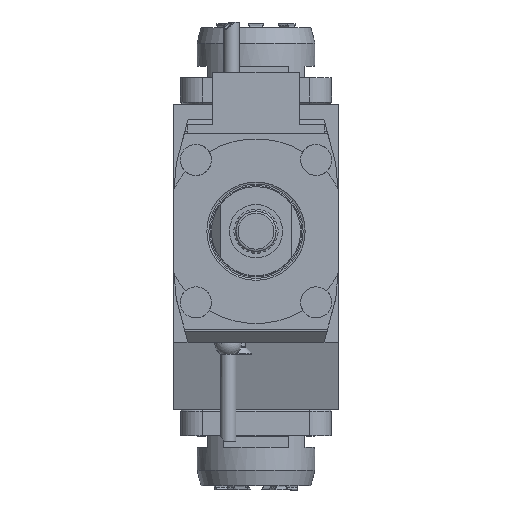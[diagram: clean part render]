
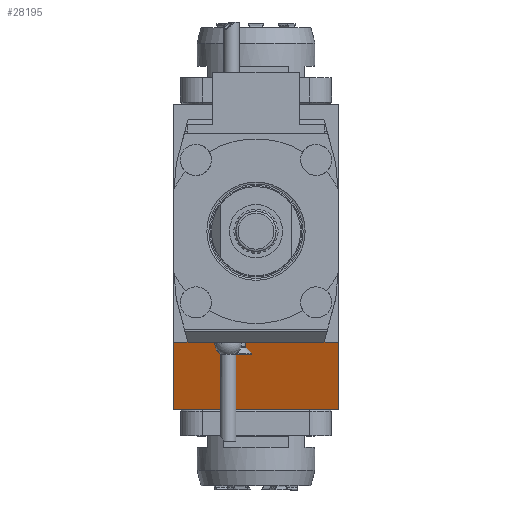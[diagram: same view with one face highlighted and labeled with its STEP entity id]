
A CAD part, front view. The second image highlights one B-rep face of the part: STEP entity #28195.
In plain terms, the highlighted planar face has unit normal (0, -0.94, -0.342).
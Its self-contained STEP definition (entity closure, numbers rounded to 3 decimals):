
#2684 = DIRECTION ( 'NONE',  ( 0., -0.342, 0.94 ) ) ;
#4354 = DIRECTION ( 'NONE',  ( 0., 0.94, 0.342 ) ) ;
#6176 = LINE ( 'NONE', #44295, #30999 ) ;
#7125 = LINE ( 'NONE', #11609, #31812 ) ;
#7831 = ORIENTED_EDGE ( 'NONE', *, *, #21611, .F. ) ;
#9480 = VERTEX_POINT ( 'NONE', #20915 ) ;
#10178 = DIRECTION ( 'NONE',  ( -1., 0., 0. ) ) ;
#10418 = VERTEX_POINT ( 'NONE', #30014 ) ;
#11093 = PLANE ( 'NONE',  #32064 ) ;
#11114 = LINE ( 'NONE', #40998, #27936 ) ;
#11362 = DIRECTION ( 'NONE',  ( 0., 0.342, -0.94 ) ) ;
#11609 = CARTESIAN_POINT ( 'NONE',  ( -37., -43.081, -80. ) ) ;
#12065 = CARTESIAN_POINT ( 'NONE',  ( 0., -54., -50. ) ) ;
#12426 = EDGE_CURVE ( 'NONE', #46526, #23010, #7125, .T. ) ;
#14376 = DIRECTION ( 'NONE',  ( 1., 0., 0. ) ) ;
#15090 = DIRECTION ( 'NONE',  ( 1., 0., 0. ) ) ;
#15137 = VERTEX_POINT ( 'NONE', #48693 ) ;
#17729 = EDGE_CURVE ( 'NONE', #39876, #10418, #36803, .T. ) ;
#18286 = ORIENTED_EDGE ( 'NONE', *, *, #24841, .F. ) ;
#18294 = CARTESIAN_POINT ( 'NONE',  ( 0., -54., -50. ) ) ;
#18860 = DIRECTION ( 'NONE',  ( -1., 0., 0. ) ) ;
#20915 = CARTESIAN_POINT ( 'NONE',  ( 37., -54., -50. ) ) ;
#21611 = EDGE_CURVE ( 'NONE', #23010, #39876, #21876, .T. ) ;
#21876 = LINE ( 'NONE', #41013, #21985 ) ;
#21985 = VECTOR ( 'NONE', #2684, 1000. ) ;
#22035 = LINE ( 'NONE', #18294, #25358 ) ;
#22827 = FACE_OUTER_BOUND ( 'NONE', #38305, .T. ) ;
#23010 = VERTEX_POINT ( 'NONE', #44771 ) ;
#23199 = EDGE_CURVE ( 'NONE', #15137, #9480, #22035, .T. ) ;
#23782 = EDGE_CURVE ( 'NONE', #15137, #10418, #6176, .T. ) ;
#24841 = EDGE_CURVE ( 'NONE', #9480, #46526, #11114, .T. ) ;
#25358 = VECTOR ( 'NONE', #36239, 1000. ) ;
#25614 = CARTESIAN_POINT ( 'NONE',  ( 0., -54., -50. ) ) ;
#27936 = VECTOR ( 'NONE', #11362, 1000. ) ;
#28195 = ADVANCED_FACE ( 'Defeature completata1_21', ( #22827 ), #11093, .F. ) ;
#30014 = CARTESIAN_POINT ( 'NONE',  ( -30.55, -54., -50. ) ) ;
#30999 = VECTOR ( 'NONE', #10178, 1000. ) ;
#31812 = VECTOR ( 'NONE', #18860, 1000. ) ;
#32064 = AXIS2_PLACEMENT_3D ( 'NONE', #12065, #4354, #15090 ) ;
#34471 = CARTESIAN_POINT ( 'NONE',  ( 37., -43.081, -80. ) ) ;
#36239 = DIRECTION ( 'NONE',  ( 1., 0., 0. ) ) ;
#36803 = LINE ( 'NONE', #25614, #38513 ) ;
#38305 = EDGE_LOOP ( 'NONE', ( #7831, #47423, #18286, #42692, #39776, #41989 ) ) ;
#38513 = VECTOR ( 'NONE', #14376, 1000. ) ;
#39776 = ORIENTED_EDGE ( 'NONE', *, *, #23782, .T. ) ;
#39876 = VERTEX_POINT ( 'NONE', #45891 ) ;
#40998 = CARTESIAN_POINT ( 'NONE',  ( 37., -93.77, 59.267 ) ) ;
#41013 = CARTESIAN_POINT ( 'NONE',  ( -37., -54., -50. ) ) ;
#41989 = ORIENTED_EDGE ( 'NONE', *, *, #17729, .F. ) ;
#42692 = ORIENTED_EDGE ( 'NONE', *, *, #23199, .F. ) ;
#44295 = CARTESIAN_POINT ( 'NONE',  ( -30.55, -54., -50. ) ) ;
#44771 = CARTESIAN_POINT ( 'NONE',  ( -37., -43.081, -80. ) ) ;
#45891 = CARTESIAN_POINT ( 'NONE',  ( -37., -54., -50. ) ) ;
#46526 = VERTEX_POINT ( 'NONE', #34471 ) ;
#47423 = ORIENTED_EDGE ( 'NONE', *, *, #12426, .F. ) ;
#48693 = CARTESIAN_POINT ( 'NONE',  ( 30.55, -54., -50. ) ) ;
